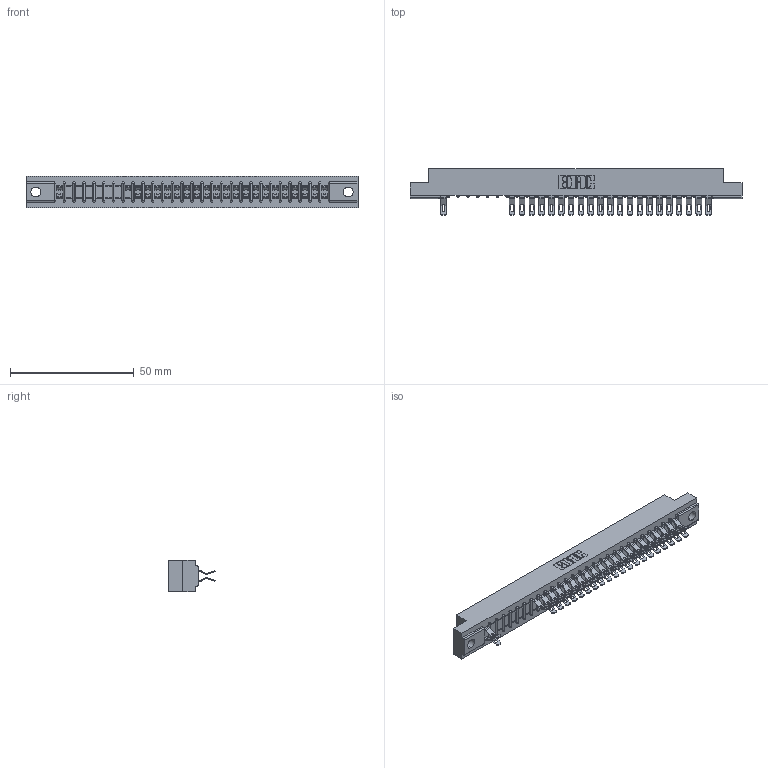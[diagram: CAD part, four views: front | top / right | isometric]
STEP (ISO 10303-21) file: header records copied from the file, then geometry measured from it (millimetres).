
FILE_DESCRIPTION (( 'STEP AP203' ), '1' );
FILE_NAME ('307-056-555-204.STEP', '2018-08-06T06:56:17', ( '' ), ( '' ), 'SwSTEP 2.0', 'SolidWorks 2016', '' );
FILE_SCHEMA (( 'CONFIG_CONTROL_DESIGN' ));
Length unit declared in the file: inch
Products named in the file (3): 307 Part_.156 Dia Mounting Holes; 307-290-001_555; 307-056-555-204
Assembly tree (44 placements, depth 2):
  307-056-555-204
    307 Part_.156 Dia Mounting Holes
    307-290-001_555  x43
Bounding box: 133.96 x 18.75 x 12.7 mm (x, y, z)
Volume: 13999.7 mm3; surface area: 16286.1 mm2
Topology: 44 solids, 44 shells, 2914 faces, 8558 edges, 5568 vertices
Faces by surface type: plane 1624, cylinder 1232, sphere 58
Entity records: 27165 total; most frequent: CARTESIAN_POINT 4513, ORIENTED_EDGE 4484, DIRECTION 4412, EDGE_CURVE 2242, LINE 1710, VECTOR 1710, VERTEX_POINT 1452, AXIS2_PLACEMENT_3D 1351
